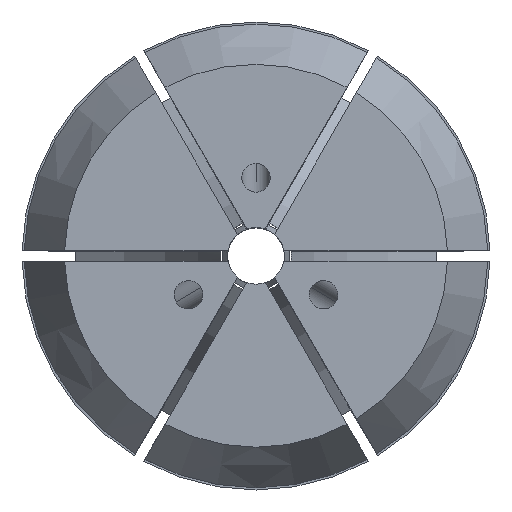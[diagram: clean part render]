
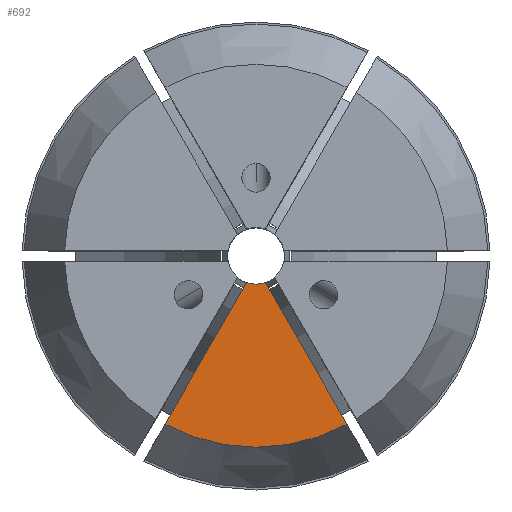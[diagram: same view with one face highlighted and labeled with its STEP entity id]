
A CAD part, top view. The second image highlights one B-rep face of the part: STEP entity #692.
In plain terms, the highlighted planar face has unit normal (0, 0, 1).
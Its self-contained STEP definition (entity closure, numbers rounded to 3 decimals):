
#164 = PLANE ( 'NONE',  #3742 ) ;
#301 = EDGE_CURVE ( 'NONE', #3135, #2594, #3721, .T. ) ;
#421 = DIRECTION ( 'NONE',  ( -0.5, -0.866, 0. ) ) ;
#477 = FACE_OUTER_BOUND ( 'NONE', #3329, .T. ) ;
#594 = CIRCLE ( 'NONE', #3036, 13.499 ) ;
#692 = ADVANCED_FACE ( 'NONE', ( #477 ), #164, .T. ) ;
#783 = EDGE_CURVE ( 'NONE', #2592, #3135, #1872, .T. ) ;
#906 = CARTESIAN_POINT ( 'NONE',  ( 0.658, -1.889, 40. ) ) ;
#1154 = DIRECTION ( 'NONE',  ( 0., 0., 1. ) ) ;
#1482 = DIRECTION ( 'NONE',  ( 1., 0., 0. ) ) ;
#1517 = VECTOR ( 'NONE', #421, 1000. ) ;
#1571 = DIRECTION ( 'NONE',  ( 1., 0., 0. ) ) ;
#1585 = CARTESIAN_POINT ( 'NONE',  ( -0.658, -1.889, 40. ) ) ;
#1606 = CARTESIAN_POINT ( 'NONE',  ( -6.17, 9.937, 40. ) ) ;
#1872 = CIRCLE ( 'NONE', #3833, 2. ) ;
#1953 = CARTESIAN_POINT ( 'NONE',  ( 6.422, -11.874, 40. ) ) ;
#1998 = CARTESIAN_POINT ( 'NONE',  ( -6.422, -11.874, 40. ) ) ;
#2042 = VECTOR ( 'NONE', #2321, 1000. ) ;
#2321 = DIRECTION ( 'NONE',  ( 0.5, -0.866, 0. ) ) ;
#2559 = CARTESIAN_POINT ( 'NONE',  ( 0., 13.499, 40. ) ) ;
#2585 = ORIENTED_EDGE ( 'NONE', *, *, #783, .F. ) ;
#2592 = VERTEX_POINT ( 'NONE', #1585 ) ;
#2594 = VERTEX_POINT ( 'NONE', #1953 ) ;
#2652 = EDGE_CURVE ( 'NONE', #2592, #2825, #3510, .T. ) ;
#2825 = VERTEX_POINT ( 'NONE', #1998 ) ;
#3036 = AXIS2_PLACEMENT_3D ( 'NONE', #4277, #3960, #3255 ) ;
#3135 = VERTEX_POINT ( 'NONE', #906 ) ;
#3240 = CARTESIAN_POINT ( 'NONE',  ( 6.17, 9.937, 40. ) ) ;
#3255 = DIRECTION ( 'NONE',  ( -1., 0., 0. ) ) ;
#3308 = CARTESIAN_POINT ( 'NONE',  ( 0., 0., 40. ) ) ;
#3329 = EDGE_LOOP ( 'NONE', ( #2585, #3653, #3870, #3949 ) ) ;
#3510 = LINE ( 'NONE', #3240, #1517 ) ;
#3637 = DIRECTION ( 'NONE',  ( 0., 0., 1. ) ) ;
#3653 = ORIENTED_EDGE ( 'NONE', *, *, #2652, .T. ) ;
#3721 = LINE ( 'NONE', #1606, #2042 ) ;
#3742 = AXIS2_PLACEMENT_3D ( 'NONE', #2559, #1154, #1482 ) ;
#3833 = AXIS2_PLACEMENT_3D ( 'NONE', #3308, #3637, #1571 ) ;
#3870 = ORIENTED_EDGE ( 'NONE', *, *, #4051, .F. ) ;
#3949 = ORIENTED_EDGE ( 'NONE', *, *, #301, .F. ) ;
#3960 = DIRECTION ( 'NONE',  ( 0., 0., -1. ) ) ;
#4051 = EDGE_CURVE ( 'NONE', #2594, #2825, #594, .T. ) ;
#4277 = CARTESIAN_POINT ( 'NONE',  ( 0., 0., 40. ) ) ;
